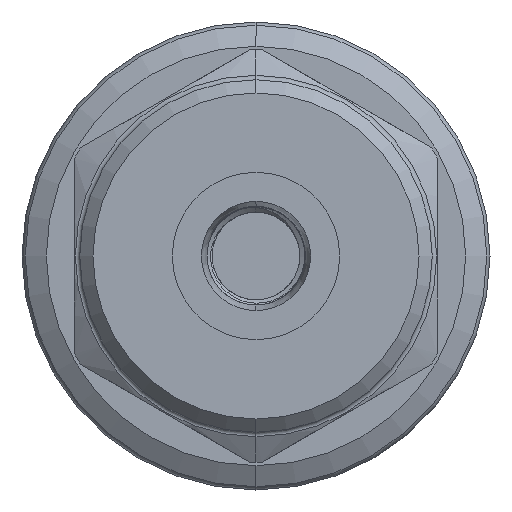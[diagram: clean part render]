
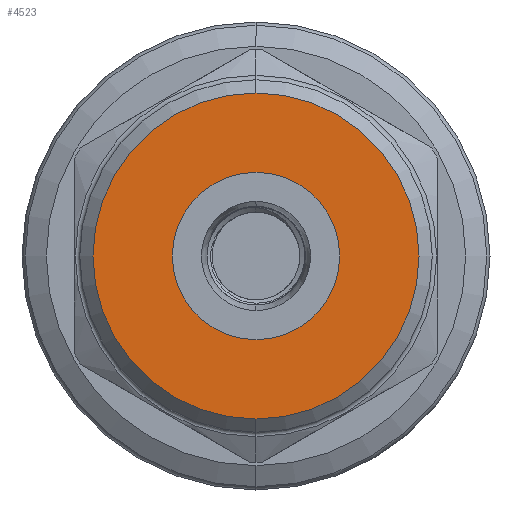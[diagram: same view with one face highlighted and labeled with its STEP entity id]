
A CAD part, left-side view. The second image highlights one B-rep face of the part: STEP entity #4523.
In plain terms, the highlighted planar face has unit normal (-1, 0, 0).
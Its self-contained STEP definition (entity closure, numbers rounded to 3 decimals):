
#81 = DIRECTION ( 'NONE',  ( -1., 0., 0. ) ) ;
#375 = EDGE_CURVE ( 'NONE', #10223, #1767, #574, .T. ) ;
#442 = PLANE ( 'NONE',  #5717 ) ;
#574 = CIRCLE ( 'NONE', #3955, 18.5 ) ;
#691 = EDGE_LOOP ( 'NONE', ( #5557, #7109 ) ) ;
#750 = ORIENTED_EDGE ( 'NONE', *, *, #375, .T. ) ;
#1214 = DIRECTION ( 'NONE',  ( -1., 0., 0. ) ) ;
#1767 = VERTEX_POINT ( 'NONE', #2771 ) ;
#1820 = CIRCLE ( 'NONE', #10108, 9.5 ) ;
#2019 = CARTESIAN_POINT ( 'NONE',  ( -60.611, 0., 0. ) ) ;
#2697 = CARTESIAN_POINT ( 'NONE',  ( -60.611, 0., 0. ) ) ;
#2706 = CARTESIAN_POINT ( 'NONE',  ( -60.611, 0., 0. ) ) ;
#2771 = CARTESIAN_POINT ( 'NONE',  ( -60.611, 0., -18.5 ) ) ;
#2846 = EDGE_CURVE ( 'NONE', #1767, #10223, #3765, .T. ) ;
#2927 = VERTEX_POINT ( 'NONE', #10348 ) ;
#3216 = AXIS2_PLACEMENT_3D ( 'NONE', #2019, #1214, #6953 ) ;
#3765 = CIRCLE ( 'NONE', #3216, 18.5 ) ;
#3955 = AXIS2_PLACEMENT_3D ( 'NONE', #5890, #5956, #9313 ) ;
#4523 = ADVANCED_FACE ( 'NONE', ( #9033, #9178 ), #442, .T. ) ;
#5264 = CARTESIAN_POINT ( 'NONE',  ( -60.611, 0., 0. ) ) ;
#5516 = EDGE_LOOP ( 'NONE', ( #9424, #750 ) ) ;
#5535 = CARTESIAN_POINT ( 'NONE',  ( -60.611, 0., 18.5 ) ) ;
#5557 = ORIENTED_EDGE ( 'NONE', *, *, #8474, .F. ) ;
#5717 = AXIS2_PLACEMENT_3D ( 'NONE', #5264, #6087, #10326 ) ;
#5751 = AXIS2_PLACEMENT_3D ( 'NONE', #2697, #7578, #8457 ) ;
#5837 = DIRECTION ( 'NONE',  ( 0., 0., 1. ) ) ;
#5890 = CARTESIAN_POINT ( 'NONE',  ( -60.611, 0., 0. ) ) ;
#5956 = DIRECTION ( 'NONE',  ( -1., 0., 0. ) ) ;
#6087 = DIRECTION ( 'NONE',  ( -1., 0., 0. ) ) ;
#6823 = CARTESIAN_POINT ( 'NONE',  ( -60.611, 0., 9.5 ) ) ;
#6953 = DIRECTION ( 'NONE',  ( 0., 0., 1. ) ) ;
#7109 = ORIENTED_EDGE ( 'NONE', *, *, #8842, .F. ) ;
#7578 = DIRECTION ( 'NONE',  ( -1., 0., 0. ) ) ;
#8457 = DIRECTION ( 'NONE',  ( 0., 0., 1. ) ) ;
#8474 = EDGE_CURVE ( 'NONE', #8585, #2927, #1820, .T. ) ;
#8585 = VERTEX_POINT ( 'NONE', #6823 ) ;
#8842 = EDGE_CURVE ( 'NONE', #2927, #8585, #10684, .T. ) ;
#9033 = FACE_OUTER_BOUND ( 'NONE', #5516, .T. ) ;
#9178 = FACE_BOUND ( 'NONE', #691, .T. ) ;
#9313 = DIRECTION ( 'NONE',  ( 0., 0., 1. ) ) ;
#9424 = ORIENTED_EDGE ( 'NONE', *, *, #2846, .T. ) ;
#10108 = AXIS2_PLACEMENT_3D ( 'NONE', #2706, #81, #5837 ) ;
#10223 = VERTEX_POINT ( 'NONE', #5535 ) ;
#10326 = DIRECTION ( 'NONE',  ( 0., 0., 1. ) ) ;
#10348 = CARTESIAN_POINT ( 'NONE',  ( -60.611, 0., -9.5 ) ) ;
#10684 = CIRCLE ( 'NONE', #5751, 9.5 ) ;
